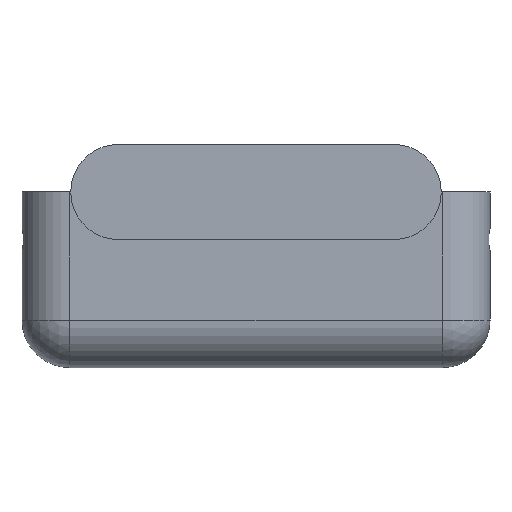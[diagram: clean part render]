
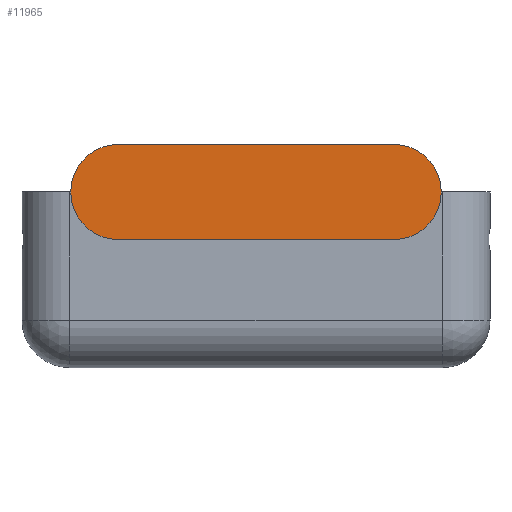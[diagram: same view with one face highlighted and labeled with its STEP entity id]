
A CAD part, left-side view. The second image highlights one B-rep face of the part: STEP entity #11965.
In plain terms, the highlighted planar face has unit normal (-1, 0, 0).
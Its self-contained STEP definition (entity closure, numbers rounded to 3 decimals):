
#191 = EDGE_CURVE ( 'NONE', #2422, #3042, #1339, .T. ) ;
#264 = EDGE_CURVE ( 'NONE', #9927, #3042, #12445, .T. ) ;
#1339 = CIRCLE ( 'NONE', #11343, 21.2 ) ;
#1386 = DIRECTION ( 'NONE',  ( 0., 0., 1. ) ) ;
#2422 = VERTEX_POINT ( 'NONE', #6499 ) ;
#2496 = PLANE ( 'NONE',  #5695 ) ;
#2924 = DIRECTION ( 'NONE',  ( 0., -1., 0. ) ) ;
#3042 = VERTEX_POINT ( 'NONE', #15826 ) ;
#3248 = VECTOR ( 'NONE', #5642, 1000. ) ;
#3814 = DIRECTION ( 'NONE',  ( -1., 0., 0. ) ) ;
#5642 = DIRECTION ( 'NONE',  ( 0., -1., 0. ) ) ;
#5695 = AXIS2_PLACEMENT_3D ( 'NONE', #11138, #3814, #12510 ) ;
#5870 = CARTESIAN_POINT ( 'NONE',  ( -24.2, 61.3, -21.2 ) ) ;
#6499 = CARTESIAN_POINT ( 'NONE',  ( -24.2, -61.3, -21.2 ) ) ;
#6834 = CARTESIAN_POINT ( 'NONE',  ( -24.2, 61.3, -21.2 ) ) ;
#7095 = CIRCLE ( 'NONE', #14790, 21.2 ) ;
#7850 = DIRECTION ( 'NONE',  ( -1., 0., 0. ) ) ;
#8592 = ORIENTED_EDGE ( 'NONE', *, *, #264, .F. ) ;
#8628 = EDGE_CURVE ( 'NONE', #15160, #2422, #16108, .T. ) ;
#8635 = CARTESIAN_POINT ( 'NONE',  ( -24.2, 61.3, 21.2 ) ) ;
#8652 = DIRECTION ( 'NONE',  ( -1., 0., 0. ) ) ;
#9132 = VECTOR ( 'NONE', #2924, 1000. ) ;
#9323 = CARTESIAN_POINT ( 'NONE',  ( -24.2, 61.3, 21.2 ) ) ;
#9434 = EDGE_CURVE ( 'NONE', #9927, #15160, #7095, .T. ) ;
#9927 = VERTEX_POINT ( 'NONE', #8635 ) ;
#11138 = CARTESIAN_POINT ( 'NONE',  ( -24.2, -61.3, 0. ) ) ;
#11343 = AXIS2_PLACEMENT_3D ( 'NONE', #15338, #7850, #1386 ) ;
#11965 = ADVANCED_FACE ( 'NONE', ( #15180 ), #2496, .T. ) ;
#12271 = ORIENTED_EDGE ( 'NONE', *, *, #9434, .T. ) ;
#12445 = LINE ( 'NONE', #9323, #9132 ) ;
#12510 = DIRECTION ( 'NONE',  ( 0., 0., 1. ) ) ;
#12590 = ORIENTED_EDGE ( 'NONE', *, *, #8628, .T. ) ;
#13517 = DIRECTION ( 'NONE',  ( 0., 0., 1. ) ) ;
#14339 = ORIENTED_EDGE ( 'NONE', *, *, #191, .T. ) ;
#14790 = AXIS2_PLACEMENT_3D ( 'NONE', #15023, #8652, #13517 ) ;
#15023 = CARTESIAN_POINT ( 'NONE',  ( -24.2, 61.3, 0. ) ) ;
#15160 = VERTEX_POINT ( 'NONE', #5870 ) ;
#15180 = FACE_OUTER_BOUND ( 'NONE', #15725, .T. ) ;
#15338 = CARTESIAN_POINT ( 'NONE',  ( -24.2, -61.3, 0. ) ) ;
#15725 = EDGE_LOOP ( 'NONE', ( #8592, #12271, #12590, #14339 ) ) ;
#15826 = CARTESIAN_POINT ( 'NONE',  ( -24.2, -61.3, 21.2 ) ) ;
#16108 = LINE ( 'NONE', #6834, #3248 ) ;
